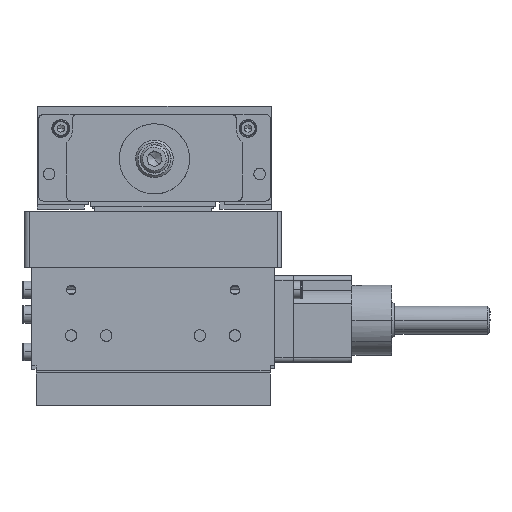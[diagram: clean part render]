
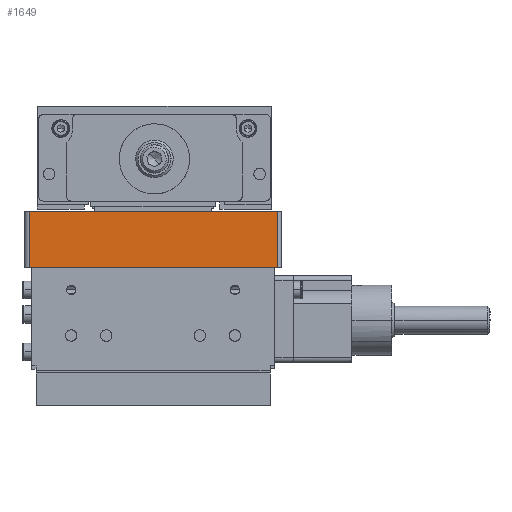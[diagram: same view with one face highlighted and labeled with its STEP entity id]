
A CAD part, left-side view. The second image highlights one B-rep face of the part: STEP entity #1649.
In plain terms, the highlighted free-form (B-spline) face has degree [1, 1] with [2, 2] control points.
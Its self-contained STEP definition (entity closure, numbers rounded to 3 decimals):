
#1649=ADVANCED_FACE('',(#2833),#38836,.T.);
#2833=FACE_OUTER_BOUND('',#4173,.T.);
#4173=EDGE_LOOP('',(#8713,#8714,#8715,#8716));
#8713=ORIENTED_EDGE('',*,*,#33662,.T.);
#8714=ORIENTED_EDGE('',*,*,#33663,.T.);
#8715=ORIENTED_EDGE('',*,*,#33664,.T.);
#8716=ORIENTED_EDGE('',*,*,#33665,.T.);
#14492=PCURVE('',#38836,#20271);
#14493=PCURVE('',#38836,#20272);
#14494=PCURVE('',#38836,#20273);
#14495=PCURVE('',#38836,#20274);
#14576=PCURVE('',#39373,#20355);
#14586=PCURVE('',#39374,#20365);
#14610=PCURVE('',#38841,#20389);
#15346=PCURVE('',#38913,#21125);
#20271=DEFINITIONAL_REPRESENTATION('',(#26749),#87459);
#20272=DEFINITIONAL_REPRESENTATION('',(#26751),#87459);
#20273=DEFINITIONAL_REPRESENTATION('',(#26753),#87459);
#20274=DEFINITIONAL_REPRESENTATION('',(#26755),#87459);
#20355=DEFINITIONAL_REPRESENTATION('',(#26868),#87459);
#20365=DEFINITIONAL_REPRESENTATION('',(#26883),#87459);
#20389=DEFINITIONAL_REPRESENTATION('',(#26910),#87459);
#21125=DEFINITIONAL_REPRESENTATION('',(#27766),#87459);
#26748=B_SPLINE_CURVE_WITH_KNOTS('',1,(#73015,#73016),.UNSPECIFIED.,.F.,
 .F.,(2,2),(-12.,0.),.UNSPECIFIED.);
#26749=B_SPLINE_CURVE_WITH_KNOTS('',1,(#73017,#73018),.UNSPECIFIED.,.F.,
 .F.,(2,2),(-12.,0.),.UNSPECIFIED.);
#26750=B_SPLINE_CURVE_WITH_KNOTS('',1,(#73019,#73020),.UNSPECIFIED.,.F.,
 .F.,(2,2),(0.,53.),.UNSPECIFIED.);
#26751=B_SPLINE_CURVE_WITH_KNOTS('',1,(#73021,#73022),.UNSPECIFIED.,.F.,
 .F.,(2,2),(0.,53.),.UNSPECIFIED.);
#26752=B_SPLINE_CURVE_WITH_KNOTS('',1,(#73023,#73024),.UNSPECIFIED.,.F.,
 .F.,(2,2),(-12.,0.),.UNSPECIFIED.);
#26753=B_SPLINE_CURVE_WITH_KNOTS('',1,(#73025,#73026),.UNSPECIFIED.,.F.,
 .F.,(2,2),(-12.,0.),.UNSPECIFIED.);
#26754=B_SPLINE_CURVE_WITH_KNOTS('',1,(#73027,#73028),.UNSPECIFIED.,.F.,
 .F.,(2,2),(-53.,0.),.UNSPECIFIED.);
#26755=B_SPLINE_CURVE_WITH_KNOTS('',1,(#73029,#73030),.UNSPECIFIED.,.F.,
 .F.,(2,2),(-53.,0.),.UNSPECIFIED.);
#26868=B_SPLINE_CURVE_WITH_KNOTS('',1,(#73375,#73376),.UNSPECIFIED.,.F.,
 .F.,(2,2),(-12.,0.),.UNSPECIFIED.);
#26883=B_SPLINE_CURVE_WITH_KNOTS('',1,(#73414,#73415),.UNSPECIFIED.,.F.,
 .F.,(2,2),(-12.,0.),.UNSPECIFIED.);
#26910=B_SPLINE_CURVE_WITH_KNOTS('',1,(#73509,#73510),.UNSPECIFIED.,.F.,
 .F.,(2,2),(0.,53.),.UNSPECIFIED.);
#27766=B_SPLINE_CURVE_WITH_KNOTS('',1,(#77636,#77637),.UNSPECIFIED.,.F.,
 .F.,(2,2),(-53.,0.),.UNSPECIFIED.);
#30713=SURFACE_CURVE('',#26748,(#14492,#14586),.PCURVE_S1.);
#30714=SURFACE_CURVE('',#26750,(#14493,#14610),.PCURVE_S1.);
#30715=SURFACE_CURVE('',#26752,(#14494,#14576),.PCURVE_S1.);
#30716=SURFACE_CURVE('',#26754,(#14495,#15346),.PCURVE_S1.);
#33662=EDGE_CURVE('',#37948,#37949,#30713,.T.);
#33663=EDGE_CURVE('',#37949,#37950,#30714,.T.);
#33664=EDGE_CURVE('',#37950,#37951,#30715,.T.);
#33665=EDGE_CURVE('',#37951,#37948,#30716,.T.);
#37948=VERTEX_POINT('',#67433);
#37949=VERTEX_POINT('',#67434);
#37950=VERTEX_POINT('',#67435);
#37951=VERTEX_POINT('',#67436);
#38836=B_SPLINE_SURFACE_WITH_KNOTS('',1,1,((#64203,#64204),(#64205,#64206)),
 .UNSPECIFIED.,.F.,.F.,.F.,(2,2),(2,2),(-1.32,13.32),
(-4.42,59.42),.UNSPECIFIED.);
#38841=B_SPLINE_SURFACE_WITH_KNOTS('',1,1,((#64559,#64560),(#64561,#64562)),
 .UNSPECIFIED.,.F.,.F.,.F.,(2,2),(2,2),(-33.12,33.12),
(-33.12,33.12),.UNSPECIFIED.);
#38913=B_SPLINE_SURFACE_WITH_KNOTS('',1,1,((#66435,#66436),(#66437,#66438)),
 .UNSPECIFIED.,.F.,.F.,.F.,(2,2),(2,2),(-33.12,33.12),
(-33.12,33.12),.UNSPECIFIED.);
#39373=(
BOUNDED_SURFACE()
B_SPLINE_SURFACE(2,1,((#64471,#64472),(#64473,#64474),(#64475,#64476),(#64477,
#64478),(#64479,#64480),(#64481,#64482),(#64483,#64484),(#64485,#64486),
(#64487,#64488)),.UNSPECIFIED.,.T.,.F.,.F.)
B_SPLINE_SURFACE_WITH_KNOTS((3,2,2,2,3),(2,2),(0.,1.571,3.142,
4.712,6.283),(0.,14.64),.UNSPECIFIED.)
GEOMETRIC_REPRESENTATION_ITEM()
RATIONAL_B_SPLINE_SURFACE(((1.,1.),(0.707,0.707),
(1.,1.),(0.707,0.707),(1.,1.),(0.707,
0.707),(1.,1.),(0.707,0.707),(1.,1.)))
REPRESENTATION_ITEM('')
SURFACE()
);
#39374=(
BOUNDED_SURFACE()
B_SPLINE_SURFACE(2,1,((#64493,#64494),(#64495,#64496),(#64497,#64498),(#64499,
#64500),(#64501,#64502),(#64503,#64504),(#64505,#64506),(#64507,#64508),
(#64509,#64510)),.UNSPECIFIED.,.T.,.F.,.F.)
B_SPLINE_SURFACE_WITH_KNOTS((3,2,2,2,3),(2,2),(0.,1.571,3.142,
4.712,6.283),(0.,14.64),.UNSPECIFIED.)
GEOMETRIC_REPRESENTATION_ITEM()
RATIONAL_B_SPLINE_SURFACE(((1.,1.),(0.707,0.707),
(1.,1.),(0.707,0.707),(1.,1.),(0.707,
0.707),(1.,1.),(0.707,0.707),(1.,1.)))
REPRESENTATION_ITEM('')
SURFACE()
);
#64203=CARTESIAN_POINT('',(-27.416,-31.694,28.699));
#64204=CARTESIAN_POINT('',(-27.416,32.146,28.699));
#64205=CARTESIAN_POINT('',(-27.416,-31.694,43.339));
#64206=CARTESIAN_POINT('',(-27.416,32.146,43.339));
#64471=CARTESIAN_POINT('',(-25.416,-26.274,28.699));
#64472=CARTESIAN_POINT('',(-25.416,-26.274,43.339));
#64473=CARTESIAN_POINT('',(-25.416,-25.274,28.699));
#64474=CARTESIAN_POINT('',(-25.416,-25.274,43.339));
#64475=CARTESIAN_POINT('',(-26.416,-25.274,28.699));
#64476=CARTESIAN_POINT('',(-26.416,-25.274,43.339));
#64477=CARTESIAN_POINT('',(-27.416,-25.274,28.699));
#64478=CARTESIAN_POINT('',(-27.416,-25.274,43.339));
#64479=CARTESIAN_POINT('',(-27.416,-26.274,28.699));
#64480=CARTESIAN_POINT('',(-27.416,-26.274,43.339));
#64481=CARTESIAN_POINT('',(-27.416,-27.274,28.699));
#64482=CARTESIAN_POINT('',(-27.416,-27.274,43.339));
#64483=CARTESIAN_POINT('',(-26.416,-27.274,28.699));
#64484=CARTESIAN_POINT('',(-26.416,-27.274,43.339));
#64485=CARTESIAN_POINT('',(-25.416,-27.274,28.699));
#64486=CARTESIAN_POINT('',(-25.416,-27.274,43.339));
#64487=CARTESIAN_POINT('',(-25.416,-26.274,28.699));
#64488=CARTESIAN_POINT('',(-25.416,-26.274,43.339));
#64493=CARTESIAN_POINT('',(-25.416,26.726,28.699));
#64494=CARTESIAN_POINT('',(-25.416,26.726,43.339));
#64495=CARTESIAN_POINT('',(-25.416,27.726,28.699));
#64496=CARTESIAN_POINT('',(-25.416,27.726,43.339));
#64497=CARTESIAN_POINT('',(-26.416,27.726,28.699));
#64498=CARTESIAN_POINT('',(-26.416,27.726,43.339));
#64499=CARTESIAN_POINT('',(-27.416,27.726,28.699));
#64500=CARTESIAN_POINT('',(-27.416,27.726,43.339));
#64501=CARTESIAN_POINT('',(-27.416,26.726,28.699));
#64502=CARTESIAN_POINT('',(-27.416,26.726,43.339));
#64503=CARTESIAN_POINT('',(-27.416,25.726,28.699));
#64504=CARTESIAN_POINT('',(-27.416,25.726,43.339));
#64505=CARTESIAN_POINT('',(-26.416,25.726,28.699));
#64506=CARTESIAN_POINT('',(-26.416,25.726,43.339));
#64507=CARTESIAN_POINT('',(-25.416,25.726,28.699));
#64508=CARTESIAN_POINT('',(-25.416,25.726,43.339));
#64509=CARTESIAN_POINT('',(-25.416,26.726,28.699));
#64510=CARTESIAN_POINT('',(-25.416,26.726,43.339));
#64559=CARTESIAN_POINT('',(-33.036,-32.894,30.019));
#64560=CARTESIAN_POINT('',(33.204,-32.894,30.019));
#64561=CARTESIAN_POINT('',(-33.036,33.346,30.019));
#64562=CARTESIAN_POINT('',(33.204,33.346,30.019));
#66435=CARTESIAN_POINT('',(-33.036,33.346,42.019));
#66436=CARTESIAN_POINT('',(33.204,33.346,42.019));
#66437=CARTESIAN_POINT('',(-33.036,-32.894,42.019));
#66438=CARTESIAN_POINT('',(33.204,-32.894,42.019));
#67433=CARTESIAN_POINT('',(-27.416,26.726,42.019));
#67434=CARTESIAN_POINT('',(-27.416,26.726,30.019));
#67435=CARTESIAN_POINT('',(-27.416,-26.274,30.019));
#67436=CARTESIAN_POINT('',(-27.416,-26.274,42.019));
#73015=CARTESIAN_POINT('',(-27.416,26.726,42.019));
#73016=CARTESIAN_POINT('',(-27.416,26.726,30.019));
#73017=CARTESIAN_POINT('',(12.,54.));
#73018=CARTESIAN_POINT('',(0.,54.));
#73019=CARTESIAN_POINT('',(-27.416,26.726,30.019));
#73020=CARTESIAN_POINT('',(-27.416,-26.274,30.019));
#73021=CARTESIAN_POINT('',(0.,54.));
#73022=CARTESIAN_POINT('',(0.,1.));
#73023=CARTESIAN_POINT('',(-27.416,-26.274,30.019));
#73024=CARTESIAN_POINT('',(-27.416,-26.274,42.019));
#73025=CARTESIAN_POINT('',(0.,1.));
#73026=CARTESIAN_POINT('',(12.,1.));
#73027=CARTESIAN_POINT('',(-27.416,-26.274,42.019));
#73028=CARTESIAN_POINT('',(-27.416,26.726,42.019));
#73029=CARTESIAN_POINT('',(12.,1.));
#73030=CARTESIAN_POINT('',(12.,54.));
#73375=CARTESIAN_POINT('',(3.142,1.32));
#73376=CARTESIAN_POINT('',(3.142,13.32));
#73414=CARTESIAN_POINT('',(3.142,13.32));
#73415=CARTESIAN_POINT('',(3.142,1.32));
#73509=CARTESIAN_POINT('',(26.5,-27.5));
#73510=CARTESIAN_POINT('',(-26.5,-27.5));
#77636=CARTESIAN_POINT('',(26.5,-27.5));
#77637=CARTESIAN_POINT('',(-26.5,-27.5));
#87459=(
GEOMETRIC_REPRESENTATION_CONTEXT(2)
PARAMETRIC_REPRESENTATION_CONTEXT()
REPRESENTATION_CONTEXT('pspace','')
);
